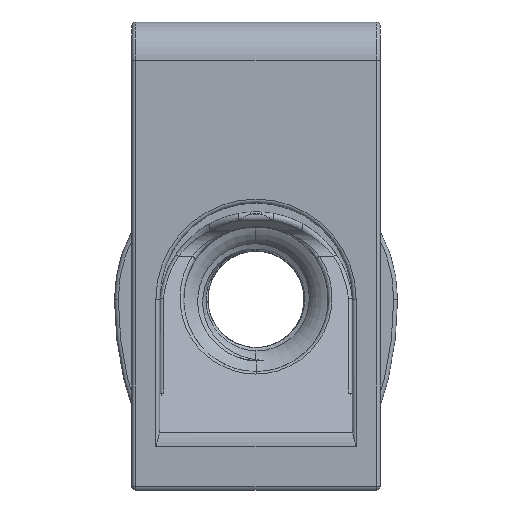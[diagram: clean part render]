
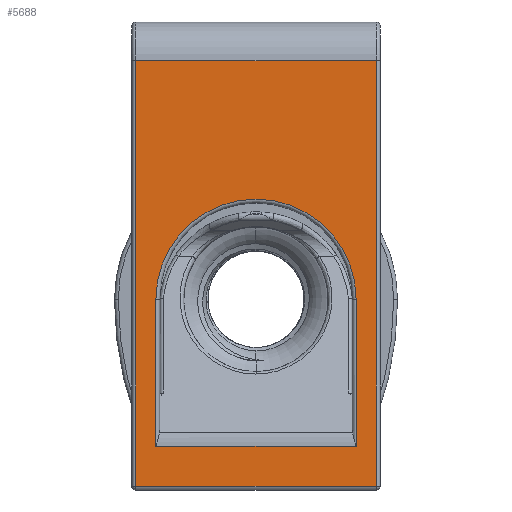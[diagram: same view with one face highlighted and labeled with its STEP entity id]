
A CAD part, left-side view. The second image highlights one B-rep face of the part: STEP entity #5688.
In plain terms, the highlighted face is planar.
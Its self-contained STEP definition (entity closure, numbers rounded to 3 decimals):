
#1592=DIRECTION('',(0.,0.,-1.));
#1593=VECTOR('',#1592,10.4);
#1594=CARTESIAN_POINT('',(7.638,-5.4,5.2));
#1595=LINE('',#1594,#1593);
#1596=DIRECTION('',(1.,0.,0.));
#1597=VECTOR('',#1596,7.638);
#1598=CARTESIAN_POINT('',(0.,-5.4,-5.2));
#1599=LINE('',#1598,#1597);
#1600=DIRECTION('',(-1.,0.,0.));
#1601=VECTOR('',#1600,7.638);
#1602=CARTESIAN_POINT('',(7.638,-5.4,5.2));
#1603=LINE('',#1602,#1601);
#1604=CARTESIAN_POINT('',(0.,-5.4,0.));
#1605=DIRECTION('',(0.,-1.,0.));
#1606=DIRECTION('',(0.,0.,1.));
#1607=AXIS2_PLACEMENT_3D('',#1604,#1605,#1606);
#1609=DIRECTION('',(-1.,0.,0.));
#1610=VECTOR('',#1609,22.1);
#1611=CARTESIAN_POINT('',(9.7,-5.4,-6.25));
#1612=LINE('',#1611,#1610);
#1613=DIRECTION('',(0.,0.,-1.));
#1614=VECTOR('',#1613,12.5);
#1615=CARTESIAN_POINT('',(-12.4,-5.4,6.25));
#1616=LINE('',#1615,#1614);
#1617=DIRECTION('',(-1.,0.,0.));
#1618=VECTOR('',#1617,22.1);
#1619=CARTESIAN_POINT('',(9.7,-5.4,6.25));
#1620=LINE('',#1619,#1618);
#1621=DIRECTION('',(0.,0.,1.));
#1622=VECTOR('',#1621,12.5);
#1623=CARTESIAN_POINT('',(9.7,-5.4,-6.25));
#1624=LINE('',#1623,#1622);
#3233=CARTESIAN_POINT('',(0.,-5.4,-5.2));
#3234=CARTESIAN_POINT('',(7.638,-5.4,-5.2));
#3235=VERTEX_POINT('',#3233);
#3236=VERTEX_POINT('',#3234);
#3243=CARTESIAN_POINT('',(0.,-5.4,5.2));
#3244=VERTEX_POINT('',#3243);
#3247=CARTESIAN_POINT('',(7.638,-5.4,5.2));
#3248=VERTEX_POINT('',#3247);
#3365=CARTESIAN_POINT('',(9.7,-5.4,-6.25));
#3366=CARTESIAN_POINT('',(-12.4,-5.4,-6.25));
#3367=VERTEX_POINT('',#3365);
#3368=VERTEX_POINT('',#3366);
#3401=CARTESIAN_POINT('',(-12.4,-5.4,6.25));
#3402=VERTEX_POINT('',#3401);
#3405=CARTESIAN_POINT('',(9.7,-5.4,6.25));
#3406=VERTEX_POINT('',#3405);
#5665=CARTESIAN_POINT('',(-14.4,-5.4,-6.45));
#5666=DIRECTION('',(0.,-1.,0.));
#5667=DIRECTION('',(1.,0.,0.));
#5668=AXIS2_PLACEMENT_3D('',#5665,#5666,#5667);
#5669=PLANE('',#5668);
#5670=ORIENTED_EDGE('',*,*,#4772,.T.);
#5672=ORIENTED_EDGE('',*,*,#5671,.F.);
#5674=ORIENTED_EDGE('',*,*,#5673,.F.);
#5676=ORIENTED_EDGE('',*,*,#5675,.F.);
#5677=EDGE_LOOP('',(#5670,#5672,#5674,#5676));
#5678=FACE_OUTER_BOUND('',#5677,.F.);
#5680=ORIENTED_EDGE('',*,*,#5679,.T.);
#5681=ORIENTED_EDGE('',*,*,#5655,.F.);
#5683=ORIENTED_EDGE('',*,*,#5682,.T.);
#5685=ORIENTED_EDGE('',*,*,#5684,.T.);
#5686=EDGE_LOOP('',(#5680,#5681,#5683,#5685));
#5687=FACE_BOUND('',#5686,.F.);
#5688=ADVANCED_FACE('',(#5678,#5687),#5669,.T.);
#1608=CIRCLE('',#1607,5.2);
#4772=EDGE_CURVE('',#3367,#3368,#1612,.T.);
#5655=EDGE_CURVE('',#3248,#3236,#1595,.T.);
#5671=EDGE_CURVE('',#3402,#3368,#1616,.T.);
#5673=EDGE_CURVE('',#3406,#3402,#1620,.T.);
#5675=EDGE_CURVE('',#3367,#3406,#1624,.T.);
#5679=EDGE_CURVE('',#3235,#3236,#1599,.T.);
#5682=EDGE_CURVE('',#3248,#3244,#1603,.T.);
#5684=EDGE_CURVE('',#3244,#3235,#1608,.T.);
